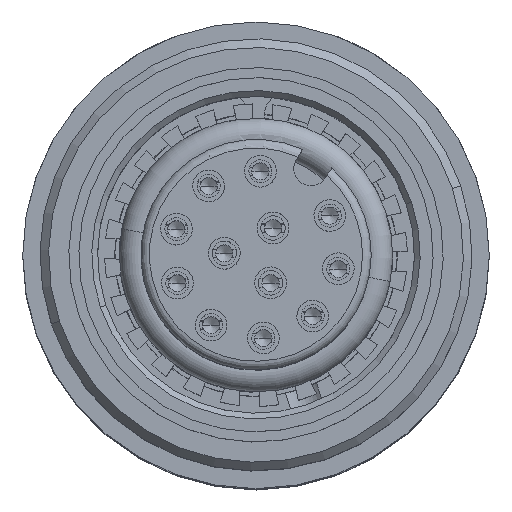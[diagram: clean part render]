
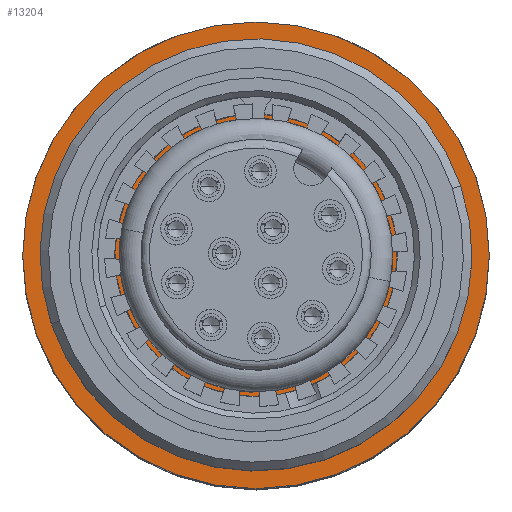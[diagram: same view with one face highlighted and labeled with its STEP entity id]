
A CAD part, top view. The second image highlights one B-rep face of the part: STEP entity #13204.
In plain terms, the highlighted planar face has unit normal (0, 0, 1).
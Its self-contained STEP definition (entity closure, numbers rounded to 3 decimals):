
#3613=CARTESIAN_POINT('',(-9.789,13.522,7.336));
#3614=DIRECTION('',(0.,0.,1.));
#3615=DIRECTION('',(-0.843,0.538,0.));
#3616=AXIS2_PLACEMENT_3D('',#3613,#3614,#3615);
#3722=CARTESIAN_POINT('',(-9.789,13.522,7.336));
#3723=DIRECTION('',(0.,0.,1.));
#3724=DIRECTION('',(-1.,0.,0.));
#3725=AXIS2_PLACEMENT_3D('',#3722,#3723,#3724);
#3727=CARTESIAN_POINT('',(-9.789,13.522,7.336));
#3728=DIRECTION('',(0.,0.,1.));
#3729=DIRECTION('',(1.,0.,0.));
#3730=AXIS2_PLACEMENT_3D('',#3727,#3728,#3729);
#4710=CARTESIAN_POINT('',(-9.789,13.522,7.336));
#4711=DIRECTION('',(0.,0.,1.));
#4712=DIRECTION('',(0.843,-0.538,0.));
#4713=AXIS2_PLACEMENT_3D('',#4710,#4711,#4712);
#7634=CARTESIAN_POINT('',(-1.689,13.522,7.336));
#7635=VERTEX_POINT('',#7634);
#7636=CARTESIAN_POINT('',(-17.889,13.522,7.336));
#7637=VERTEX_POINT('',#7636);
#8722=CARTESIAN_POINT('',(-5.784,10.967,7.336));
#8723=CARTESIAN_POINT('',(-13.793,16.077,7.336));
#8724=VERTEX_POINT('',#8722);
#8725=VERTEX_POINT('',#8723);
#13188=CARTESIAN_POINT('',(-9.789,13.522,
7.336));
#13189=DIRECTION('',(0.,0.,1.));
#13190=DIRECTION('',(1.,0.,0.));
#13191=AXIS2_PLACEMENT_3D('',#13188,#13189,#13190);
#13192=PLANE('',#13191);
#13194=ORIENTED_EDGE('',*,*,#13193,.F.);
#13196=ORIENTED_EDGE('',*,*,#13195,.F.);
#13197=EDGE_LOOP('',(#13194,#13196));
#13198=FACE_OUTER_BOUND('',#13197,.F.);
#13200=ORIENTED_EDGE('',*,*,#13199,.T.);
#13201=ORIENTED_EDGE('',*,*,#13097,.T.);
#13202=EDGE_LOOP('',(#13200,#13201));
#13203=FACE_BOUND('',#13202,.F.);
#3617=CIRCLE('',#3616,4.75);
#3726=CIRCLE('',#3725,8.1);
#3731=CIRCLE('',#3730,8.1);
#4714=CIRCLE('',#4713,4.75);
#13097=EDGE_CURVE('',#8725,#8724,#3617,.T.);
#13193=EDGE_CURVE('',#7637,#7635,#3726,.T.);
#13195=EDGE_CURVE('',#7635,#7637,#3731,.T.);
#13199=EDGE_CURVE('',#8724,#8725,#4714,.T.);
#13204=ADVANCED_FACE('',(#13198,#13203),#13192,.T.);
